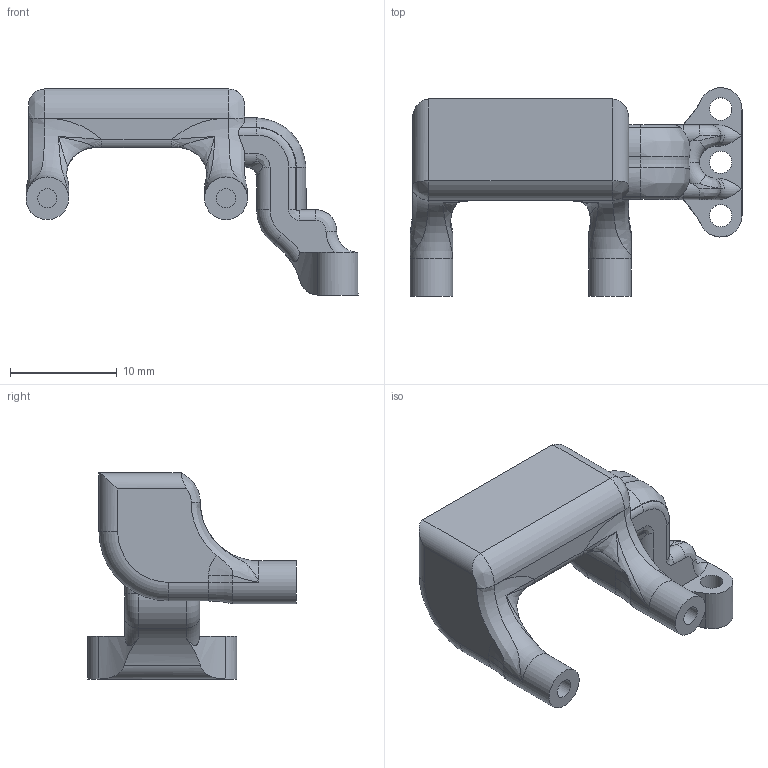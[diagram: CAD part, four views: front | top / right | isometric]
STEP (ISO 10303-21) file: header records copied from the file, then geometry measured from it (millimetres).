
FILE_DESCRIPTION(/* description */ (''),/* implementation_level */ '2;1');
FILE_NAME(/* name */ 'BTT Micro Probe Mount.step',/* time_stamp */ '2024-06-07T19:11:52-04:00',/* author */ (''),/* organization */ (''),/* preprocessor_version */ 'ST-DEVELOPER v20',/* originating_system */ 'Autodesk Translation Framework v13.14.0.145',/* authorisation */ '');
FILE_SCHEMA (('AUTOMOTIVE_DESIGN { 1 0 10303 214 3 1 1 }'));
Length unit declared in the file: millimetre
Products named in the file (1): BTT Micro Probe Mount
Bounding box: 31.12 x 19.56 x 19.31 mm (x, y, z)
Volume: 2221.2 mm3; surface area: 1809.8 mm2
Topology: 1 solids, 1 shells, 135 faces, 351 edges, 210 vertices
Faces by surface type: cylinder 56, bspline 33, plane 29, torus 17
Full cylindrical faces by diameter (mm): 1.8 x2, 2.1 x3, 4 x2
Entity records: 5379 total; most frequent: CARTESIAN_POINT 2293, ORIENTED_EDGE 682, DIRECTION 586, EDGE_CURVE 341, AXIS2_PLACEMENT_3D 243, VERTEX_POINT 210, EDGE_LOOP 143, CIRCLE 140
